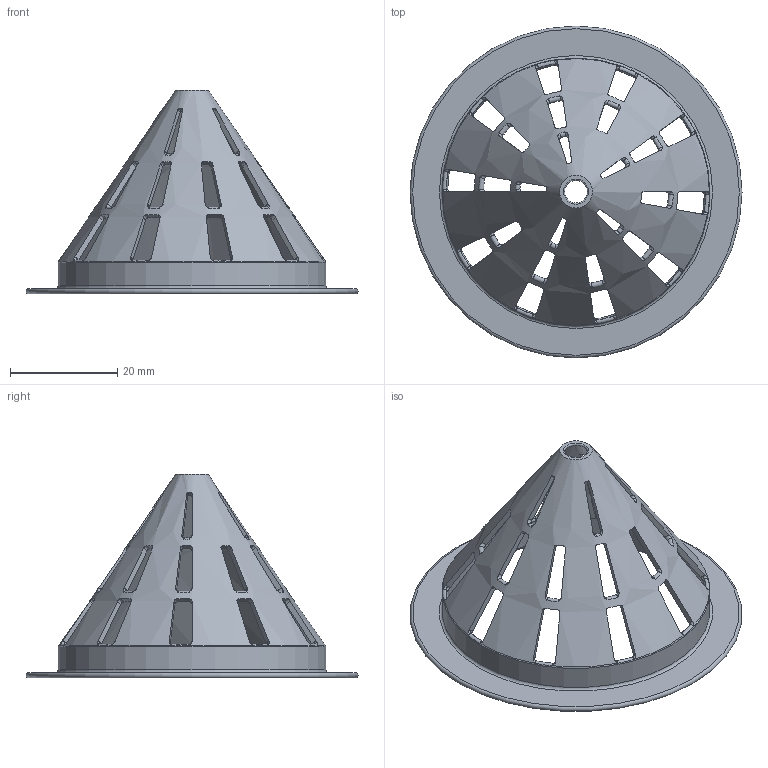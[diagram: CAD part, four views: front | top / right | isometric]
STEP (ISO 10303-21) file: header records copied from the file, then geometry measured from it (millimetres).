
FILE_DESCRIPTION(/* description */ (''),/* implementation_level */ '2;1');
FILE_NAME(/* name */ 'netpot2-in-w-lip v9.step',/* time_stamp */ '2024-10-13T22:33:25-07:00',/* author */ (''),/* organization */ (''),/* preprocessor_version */ 'ST-DEVELOPER v20',/* originating_system */ 'Autodesk Translation Framework v13.20.0.188',/* authorisation */ '');
FILE_SCHEMA (('AUTOMOTIVE_DESIGN { 1 0 10303 214 3 1 1 }'));
Length unit declared in the file: millimetre
Products named in the file (1): netpot2-in-w-lip
Bounding box: 62 x 62 x 38.07 mm (x, y, z)
Volume: 4540.7 mm3; surface area: 9784.1 mm2
Topology: 1 solids, 1 shells, 274 faces, 806 edges, 513 vertices
Faces by surface type: bspline 140, plane 53, torus 40, cone 39, cylinder 2
Full cylindrical faces by diameter (mm): 48 x1, 50 x1
Entity records: 18997 total; most frequent: CARTESIAN_POINT 12850, ORIENTED_EDGE 1612, EDGE_CURVE 806, DIRECTION 774, VERTEX_POINT 513, B_SPLINE_CURVE_WITH_KNOTS 500, AXIS2_PLACEMENT_3D 333, EDGE_LOOP 305
